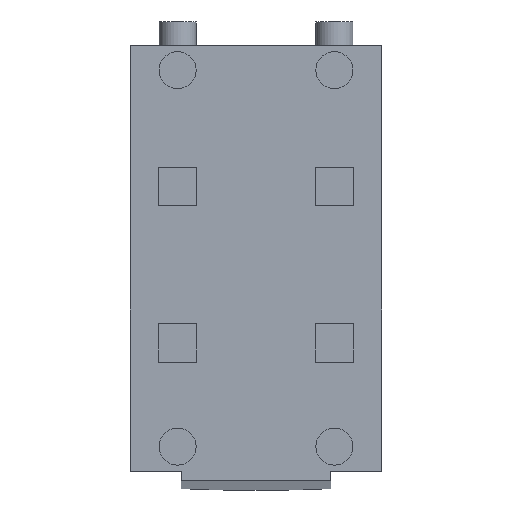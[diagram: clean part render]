
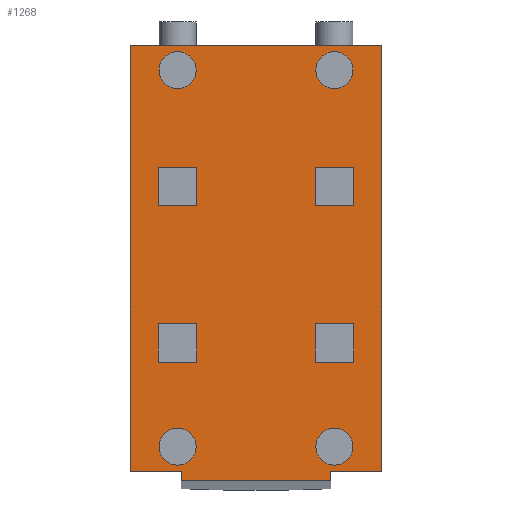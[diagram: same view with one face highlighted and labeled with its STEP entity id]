
A CAD part, front view. The second image highlights one B-rep face of the part: STEP entity #1268.
In plain terms, the highlighted planar face has unit normal (0, -1, 0).
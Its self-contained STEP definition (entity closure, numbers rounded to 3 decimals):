
#1=DIRECTION('',(0.,0.,-1.));
#2=VECTOR('',#1,6.9);
#3=CARTESIAN_POINT('',(-2.04,0.,3.55));
#4=LINE('3760',#3,#2);
#5=DIRECTION('',(-1.,0.,0.));
#6=VECTOR('',#5,4.08);
#7=CARTESIAN_POINT('',(2.04,0.,3.55));
#8=LINE('3778',#7,#6);
#9=DIRECTION('',(0.,0.,-1.));
#10=VECTOR('',#9,6.9);
#11=CARTESIAN_POINT('',(2.04,0.,3.55));
#12=LINE('3761',#11,#10);
#13=DIRECTION('',(-1.,0.,0.));
#14=VECTOR('',#13,0.83);
#15=CARTESIAN_POINT('',(2.04,0.,-3.35));
#16=LINE('3775',#15,#14);
#17=DIRECTION('',(1.,0.,0.));
#18=VECTOR('',#17,2.42);
#19=CARTESIAN_POINT('',(-1.21,0.,-3.5));
#20=LINE('3666',#19,#18);
#21=DIRECTION('',(1.,0.,0.));
#22=VECTOR('',#21,0.83);
#23=CARTESIAN_POINT('',(-2.04,0.,-3.35));
#24=LINE('3774',#23,#22);
#25=CARTESIAN_POINT('',(-1.27,0.,3.15));
#26=DIRECTION('',(0.,-1.,0.));
#27=DIRECTION('',(1.,0.,0.));
#28=AXIS2_PLACEMENT_3D('',#25,#26,#27);
#30=CARTESIAN_POINT('',(-1.27,0.,3.15));
#31=DIRECTION('',(0.,-1.,0.));
#32=DIRECTION('',(-1.,0.,0.));
#33=AXIS2_PLACEMENT_3D('',#30,#31,#32);
#35=CARTESIAN_POINT('',(-1.27,0.,-2.95));
#36=DIRECTION('',(0.,-1.,0.));
#37=DIRECTION('',(1.,0.,0.));
#38=AXIS2_PLACEMENT_3D('',#35,#36,#37);
#40=CARTESIAN_POINT('',(-1.27,0.,-2.95));
#41=DIRECTION('',(0.,-1.,0.));
#42=DIRECTION('',(-1.,0.,0.));
#43=AXIS2_PLACEMENT_3D('',#40,#41,#42);
#45=CARTESIAN_POINT('',(1.27,0.,3.15));
#46=DIRECTION('',(0.,-1.,0.));
#47=DIRECTION('',(1.,0.,0.));
#48=AXIS2_PLACEMENT_3D('',#45,#46,#47);
#50=CARTESIAN_POINT('',(1.27,0.,3.15));
#51=DIRECTION('',(0.,-1.,0.));
#52=DIRECTION('',(-1.,0.,0.));
#53=AXIS2_PLACEMENT_3D('',#50,#51,#52);
#55=CARTESIAN_POINT('',(1.27,0.,-2.95));
#56=DIRECTION('',(0.,-1.,0.));
#57=DIRECTION('',(1.,0.,0.));
#58=AXIS2_PLACEMENT_3D('',#55,#56,#57);
#60=CARTESIAN_POINT('',(1.27,0.,-2.95));
#61=DIRECTION('',(0.,-1.,0.));
#62=DIRECTION('',(-1.,0.,0.));
#63=AXIS2_PLACEMENT_3D('',#60,#61,#62);
#65=DIRECTION('',(-1.,0.,0.));
#66=VECTOR('',#65,0.62);
#67=CARTESIAN_POINT('',(-0.96,0.,-0.96));
#68=LINE('3793',#67,#66);
#69=DIRECTION('',(0.,0.,-1.));
#70=VECTOR('',#69,0.62);
#71=CARTESIAN_POINT('',(-1.58,0.,-0.96));
#72=LINE('3794',#71,#70);
#73=DIRECTION('',(1.,0.,0.));
#74=VECTOR('',#73,0.62);
#75=CARTESIAN_POINT('',(-1.58,0.,-1.58));
#76=LINE('3795',#75,#74);
#77=DIRECTION('',(0.,0.,1.));
#78=VECTOR('',#77,0.62);
#79=CARTESIAN_POINT('',(-0.96,0.,-1.58));
#80=LINE('3796',#79,#78);
#81=DIRECTION('',(-1.,0.,0.));
#82=VECTOR('',#81,0.62);
#83=CARTESIAN_POINT('',(1.58,0.,-0.96));
#84=LINE('3817',#83,#82);
#85=DIRECTION('',(0.,0.,-1.));
#86=VECTOR('',#85,0.62);
#87=CARTESIAN_POINT('',(0.96,0.,-0.96));
#88=LINE('3818',#87,#86);
#89=DIRECTION('',(1.,0.,0.));
#90=VECTOR('',#89,0.62);
#91=CARTESIAN_POINT('',(0.96,0.,-1.58));
#92=LINE('3819',#91,#90);
#93=DIRECTION('',(0.,0.,1.));
#94=VECTOR('',#93,0.62);
#95=CARTESIAN_POINT('',(1.58,0.,-1.58));
#96=LINE('3820',#95,#94);
#97=DIRECTION('',(0.,0.,1.));
#98=VECTOR('',#97,0.62);
#99=CARTESIAN_POINT('',(-1.58,0.,0.96));
#100=LINE('3841',#99,#98);
#101=DIRECTION('',(-1.,0.,0.));
#102=VECTOR('',#101,0.62);
#103=CARTESIAN_POINT('',(-0.96,0.,0.96));
#104=LINE('3844',#103,#102);
#105=DIRECTION('',(0.,0.,-1.));
#106=VECTOR('',#105,0.62);
#107=CARTESIAN_POINT('',(-0.96,0.,1.58));
#108=LINE('3843',#107,#106);
#109=DIRECTION('',(1.,0.,0.));
#110=VECTOR('',#109,0.62);
#111=CARTESIAN_POINT('',(-1.58,0.,1.58));
#112=LINE('3842',#111,#110);
#113=DIRECTION('',(0.,0.,1.));
#114=VECTOR('',#113,0.62);
#115=CARTESIAN_POINT('',(0.96,0.,0.96));
#116=LINE('3865',#115,#114);
#117=DIRECTION('',(-1.,0.,0.));
#118=VECTOR('',#117,0.62);
#119=CARTESIAN_POINT('',(1.58,0.,0.96));
#120=LINE('3868',#119,#118);
#121=DIRECTION('',(0.,0.,-1.));
#122=VECTOR('',#121,0.62);
#123=CARTESIAN_POINT('',(1.58,0.,1.58));
#124=LINE('3867',#123,#122);
#125=DIRECTION('',(1.,0.,0.));
#126=VECTOR('',#125,0.62);
#127=CARTESIAN_POINT('',(0.96,0.,1.58));
#128=LINE('3866',#127,#126);
#225=DIRECTION('',(0.,0.,1.));
#226=VECTOR('',#225,0.15);
#227=CARTESIAN_POINT('',(-1.21,0.,-3.5));
#228=LINE('3667',#227,#226);
#313=DIRECTION('',(0.,0.,1.));
#314=VECTOR('',#313,0.15);
#315=CARTESIAN_POINT('',(1.21,0.,-3.5));
#316=LINE('3668',#315,#314);
#897=CARTESIAN_POINT('',(-1.21,0.,-3.5));
#898=CARTESIAN_POINT('',(1.21,0.,-3.5));
#899=VERTEX_POINT('',#897);
#900=VERTEX_POINT('',#898);
#901=CARTESIAN_POINT('',(-1.21,0.,-3.35));
#902=VERTEX_POINT('',#901);
#903=CARTESIAN_POINT('',(1.21,0.,-3.35));
#904=VERTEX_POINT('',#903);
#957=CARTESIAN_POINT('',(-0.97,0.,3.15));
#958=CARTESIAN_POINT('',(-1.57,0.,3.15));
#959=VERTEX_POINT('',#957);
#960=VERTEX_POINT('',#958);
#961=CARTESIAN_POINT('',(-0.97,0.,-2.95));
#962=CARTESIAN_POINT('',(-1.57,0.,-2.95));
#963=VERTEX_POINT('',#961);
#964=VERTEX_POINT('',#962);
#973=CARTESIAN_POINT('',(1.57,0.,3.15));
#974=CARTESIAN_POINT('',(0.97,0.,3.15));
#975=VERTEX_POINT('',#973);
#976=VERTEX_POINT('',#974);
#977=CARTESIAN_POINT('',(1.57,0.,-2.95));
#978=CARTESIAN_POINT('',(0.97,0.,-2.95));
#979=VERTEX_POINT('',#977);
#980=VERTEX_POINT('',#978);
#1025=CARTESIAN_POINT('',(-2.04,0.,3.55));
#1026=CARTESIAN_POINT('',(-2.04,0.,-3.35));
#1027=VERTEX_POINT('',#1025);
#1028=VERTEX_POINT('',#1026);
#1029=CARTESIAN_POINT('',(2.04,0.,3.55));
#1030=CARTESIAN_POINT('',(2.04,0.,-3.35));
#1031=VERTEX_POINT('',#1029);
#1032=VERTEX_POINT('',#1030);
#1069=CARTESIAN_POINT('',(-0.96,0.,-0.96));
#1070=CARTESIAN_POINT('',(-1.58,0.,-0.96));
#1071=VERTEX_POINT('',#1069);
#1072=VERTEX_POINT('',#1070);
#1073=CARTESIAN_POINT('',(-1.58,0.,-1.58));
#1074=VERTEX_POINT('',#1073);
#1075=CARTESIAN_POINT('',(-0.96,0.,-1.58));
#1076=VERTEX_POINT('',#1075);
#1101=CARTESIAN_POINT('',(1.58,0.,-0.96));
#1102=CARTESIAN_POINT('',(0.96,0.,-0.96));
#1103=VERTEX_POINT('',#1101);
#1104=VERTEX_POINT('',#1102);
#1105=CARTESIAN_POINT('',(0.96,0.,-1.58));
#1106=VERTEX_POINT('',#1105);
#1107=CARTESIAN_POINT('',(1.58,0.,-1.58));
#1108=VERTEX_POINT('',#1107);
#1133=CARTESIAN_POINT('',(-1.58,0.,0.96));
#1134=CARTESIAN_POINT('',(-1.58,0.,1.58));
#1135=VERTEX_POINT('',#1133);
#1136=VERTEX_POINT('',#1134);
#1137=CARTESIAN_POINT('',(-0.96,0.,1.58));
#1138=VERTEX_POINT('',#1137);
#1139=CARTESIAN_POINT('',(-0.96,0.,0.96));
#1140=VERTEX_POINT('',#1139);
#1165=CARTESIAN_POINT('',(0.96,0.,0.96));
#1166=CARTESIAN_POINT('',(0.96,0.,1.58));
#1167=VERTEX_POINT('',#1165);
#1168=VERTEX_POINT('',#1166);
#1169=CARTESIAN_POINT('',(1.58,0.,1.58));
#1170=VERTEX_POINT('',#1169);
#1171=CARTESIAN_POINT('',(1.58,0.,0.96));
#1172=VERTEX_POINT('',#1171);
#1181=CARTESIAN_POINT('',(2.495,0.,-2.85));
#1182=DIRECTION('',(0.,-1.,0.));
#1183=DIRECTION('',(0.,0.,1.));
#1184=AXIS2_PLACEMENT_3D('',#1181,#1182,#1183);
#1185=PLANE('3575',#1184);
#1187=ORIENTED_EDGE('3760',*,*,#1186,.F.);
#1189=ORIENTED_EDGE('3778',*,*,#1188,.F.);
#1191=ORIENTED_EDGE('3761',*,*,#1190,.T.);
#1193=ORIENTED_EDGE('3775',*,*,#1192,.T.);
#1195=ORIENTED_EDGE('3668',*,*,#1194,.F.);
#1197=ORIENTED_EDGE('3666',*,*,#1196,.F.);
#1199=ORIENTED_EDGE('3667',*,*,#1198,.T.);
#1201=ORIENTED_EDGE('3774',*,*,#1200,.F.);
#1202=EDGE_LOOP('3575',(#1187,#1189,#1191,#1193,#1195,#1197,#1199,#1201));
#1203=FACE_OUTER_BOUND('3575',#1202,.F.);
#1205=ORIENTED_EDGE('3700',*,*,#1204,.T.);
#1207=ORIENTED_EDGE('3701',*,*,#1206,.T.);
#1208=EDGE_LOOP('3575',(#1205,#1207));
#1209=FACE_BOUND('3575',#1208,.F.);
#1211=ORIENTED_EDGE('3702',*,*,#1210,.T.);
#1213=ORIENTED_EDGE('3703',*,*,#1212,.T.);
#1214=EDGE_LOOP('3575',(#1211,#1213));
#1215=FACE_BOUND('3575',#1214,.F.);
#1217=ORIENTED_EDGE('3712',*,*,#1216,.T.);
#1219=ORIENTED_EDGE('3713',*,*,#1218,.T.);
#1220=EDGE_LOOP('3575',(#1217,#1219));
#1221=FACE_BOUND('3575',#1220,.F.);
#1223=ORIENTED_EDGE('3714',*,*,#1222,.T.);
#1225=ORIENTED_EDGE('3715',*,*,#1224,.T.);
#1226=EDGE_LOOP('3575',(#1223,#1225));
#1227=FACE_BOUND('3575',#1226,.F.);
#1229=ORIENTED_EDGE('3793',*,*,#1228,.T.);
#1231=ORIENTED_EDGE('3794',*,*,#1230,.T.);
#1233=ORIENTED_EDGE('3795',*,*,#1232,.T.);
#1235=ORIENTED_EDGE('3796',*,*,#1234,.T.);
#1236=EDGE_LOOP('3575',(#1229,#1231,#1233,#1235));
#1237=FACE_BOUND('3575',#1236,.F.);
#1239=ORIENTED_EDGE('3817',*,*,#1238,.T.);
#1241=ORIENTED_EDGE('3818',*,*,#1240,.T.);
#1243=ORIENTED_EDGE('3819',*,*,#1242,.T.);
#1245=ORIENTED_EDGE('3820',*,*,#1244,.T.);
#1246=EDGE_LOOP('3575',(#1239,#1241,#1243,#1245));
#1247=FACE_BOUND('3575',#1246,.F.);
#1249=ORIENTED_EDGE('3841',*,*,#1248,.F.);
#1251=ORIENTED_EDGE('3844',*,*,#1250,.F.);
#1253=ORIENTED_EDGE('3843',*,*,#1252,.F.);
#1255=ORIENTED_EDGE('3842',*,*,#1254,.F.);
#1256=EDGE_LOOP('3575',(#1249,#1251,#1253,#1255));
#1257=FACE_BOUND('3575',#1256,.F.);
#1259=ORIENTED_EDGE('3865',*,*,#1258,.F.);
#1261=ORIENTED_EDGE('3868',*,*,#1260,.F.);
#1263=ORIENTED_EDGE('3867',*,*,#1262,.F.);
#1265=ORIENTED_EDGE('3866',*,*,#1264,.F.);
#1266=EDGE_LOOP('3575',(#1259,#1261,#1263,#1265));
#1267=FACE_BOUND('3575',#1266,.F.);
#1268=ADVANCED_FACE('3575',(#1203,#1209,#1215,#1221,#1227,#1237,#1247,#1257,
#1267),#1185,.T.);
#29=CIRCLE('3700',#28,0.3);
#34=CIRCLE('3701',#33,0.3);
#39=CIRCLE('3702',#38,0.3);
#44=CIRCLE('3703',#43,0.3);
#49=CIRCLE('3712',#48,0.3);
#54=CIRCLE('3713',#53,0.3);
#59=CIRCLE('3714',#58,0.3);
#64=CIRCLE('3715',#63,0.3);
#1186=EDGE_CURVE('3760',#1027,#1028,#4,.T.);
#1188=EDGE_CURVE('3778',#1031,#1027,#8,.T.);
#1190=EDGE_CURVE('3761',#1031,#1032,#12,.T.);
#1192=EDGE_CURVE('3775',#1032,#904,#16,.T.);
#1194=EDGE_CURVE('3668',#900,#904,#316,.T.);
#1196=EDGE_CURVE('3666',#899,#900,#20,.T.);
#1198=EDGE_CURVE('3667',#899,#902,#228,.T.);
#1200=EDGE_CURVE('3774',#1028,#902,#24,.T.);
#1204=EDGE_CURVE('3700',#959,#960,#29,.T.);
#1206=EDGE_CURVE('3701',#960,#959,#34,.T.);
#1210=EDGE_CURVE('3702',#963,#964,#39,.T.);
#1212=EDGE_CURVE('3703',#964,#963,#44,.T.);
#1216=EDGE_CURVE('3712',#975,#976,#49,.T.);
#1218=EDGE_CURVE('3713',#976,#975,#54,.T.);
#1222=EDGE_CURVE('3714',#979,#980,#59,.T.);
#1224=EDGE_CURVE('3715',#980,#979,#64,.T.);
#1228=EDGE_CURVE('3793',#1071,#1072,#68,.T.);
#1230=EDGE_CURVE('3794',#1072,#1074,#72,.T.);
#1232=EDGE_CURVE('3795',#1074,#1076,#76,.T.);
#1234=EDGE_CURVE('3796',#1076,#1071,#80,.T.);
#1238=EDGE_CURVE('3817',#1103,#1104,#84,.T.);
#1240=EDGE_CURVE('3818',#1104,#1106,#88,.T.);
#1242=EDGE_CURVE('3819',#1106,#1108,#92,.T.);
#1244=EDGE_CURVE('3820',#1108,#1103,#96,.T.);
#1248=EDGE_CURVE('3841',#1135,#1136,#100,.T.);
#1250=EDGE_CURVE('3844',#1140,#1135,#104,.T.);
#1252=EDGE_CURVE('3843',#1138,#1140,#108,.T.);
#1254=EDGE_CURVE('3842',#1136,#1138,#112,.T.);
#1258=EDGE_CURVE('3865',#1167,#1168,#116,.T.);
#1260=EDGE_CURVE('3868',#1172,#1167,#120,.T.);
#1262=EDGE_CURVE('3867',#1170,#1172,#124,.T.);
#1264=EDGE_CURVE('3866',#1168,#1170,#128,.T.);
